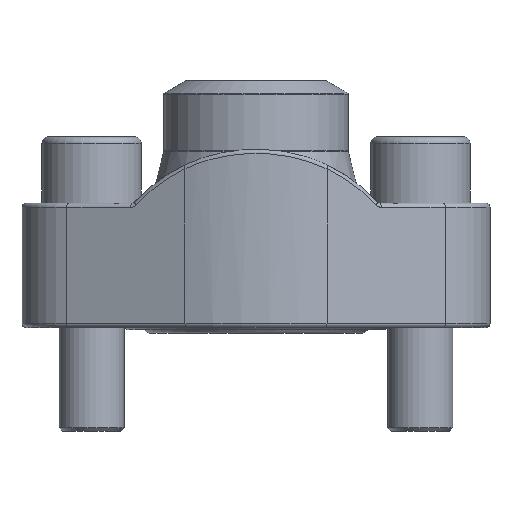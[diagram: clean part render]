
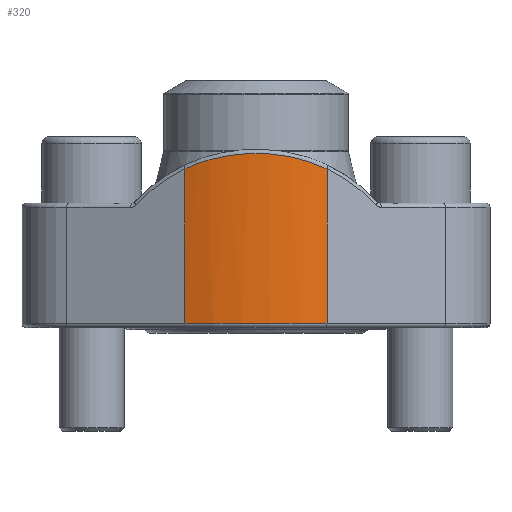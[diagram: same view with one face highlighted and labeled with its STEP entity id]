
A CAD part, front view. The second image highlights one B-rep face of the part: STEP entity #320.
In plain terms, the highlighted cylindrical face has radius 48 mm (diameter 96 mm), a partial arc.
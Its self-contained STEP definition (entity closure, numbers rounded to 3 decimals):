
#201=CYLINDRICAL_SURFACE('',#1687,48.);
#252=FACE_OUTER_BOUND('',#685,.T.);
#320=ADVANCED_FACE('',(#252),#201,.T.);
#454=B_SPLINE_CURVE_WITH_KNOTS('',3,(#2575,#2576,#2577,#2578,#2579,#2580,
#2581,#2582,#2583,#2584),.UNSPECIFIED.,.F.,.F.,(4,2,2,2,4),(0.,0.25,0.5,
0.75,1.),.UNSPECIFIED.);
#491=LINE('',#2442,#543);
#496=LINE('',#2466,#548);
#543=VECTOR('',#1916,1.);
#548=VECTOR('',#1925,1.);
#685=EDGE_LOOP('',(#890,#891,#892,#893));
#890=ORIENTED_EDGE('',*,*,#1372,.T.);
#891=ORIENTED_EDGE('',*,*,#1404,.T.);
#892=ORIENTED_EDGE('',*,*,#1365,.F.);
#893=ORIENTED_EDGE('',*,*,#1405,.T.);
#1232=VERTEX_POINT('',#2443);
#1233=VERTEX_POINT('',#2444);
#1238=VERTEX_POINT('',#2465);
#1239=VERTEX_POINT('',#2467);
#1365=EDGE_CURVE('',#1232,#1233,#491,.T.);
#1372=EDGE_CURVE('',#1239,#1238,#496,.T.);
#1404=EDGE_CURVE('',#1238,#1233,#1561,.T.);
#1405=EDGE_CURVE('',#1232,#1239,#454,.T.);
#1561=CIRCLE('',#1686,48.);
#1686=AXIS2_PLACEMENT_3D('',#2574,#1980,#1981);
#1687=AXIS2_PLACEMENT_3D('',#2585,#1982,#1983);
#1916=DIRECTION('',(0.,0.,-1.));
#1925=DIRECTION('',(0.,0.,-1.));
#1980=DIRECTION('',(0.,0.,1.));
#1981=DIRECTION('',(-1.,0.,0.));
#1982=DIRECTION('',(0.,0.,-1.));
#1983=DIRECTION('',(-1.,0.,0.));
#2442=CARTESIAN_POINT('',(-17.132,44.838,57.));
#2443=CARTESIAN_POINT('',(-17.132,44.838,38.286));
#2444=CARTESIAN_POINT('',(-17.132,44.838,1.));
#2465=CARTESIAN_POINT('',(17.132,44.838,1.));
#2466=CARTESIAN_POINT('',(17.132,44.838,57.));
#2467=CARTESIAN_POINT('',(17.132,44.838,38.286));
#2574=CARTESIAN_POINT('',(0.,0.,1.));
#2575=CARTESIAN_POINT('',(-17.132,44.838,38.286));
#2576=CARTESIAN_POINT('',(-14.54,45.829,39.502));
#2577=CARTESIAN_POINT('',(-11.755,46.63,40.431));
#2578=CARTESIAN_POINT('',(-6.003,47.713,41.67));
#2579=CARTESIAN_POINT('',(-2.968,48.001,41.99));
#2580=CARTESIAN_POINT('',(3.013,47.999,41.986));
#2581=CARTESIAN_POINT('',(6.024,47.711,41.668));
#2582=CARTESIAN_POINT('',(11.804,46.619,40.417));
#2583=CARTESIAN_POINT('',(14.541,45.829,39.502));
#2584=CARTESIAN_POINT('',(17.132,44.838,38.286));
#2585=CARTESIAN_POINT('',(0.,0.,57.));
